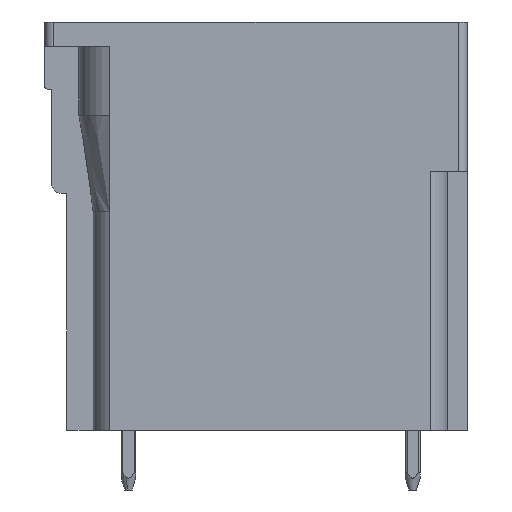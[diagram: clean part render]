
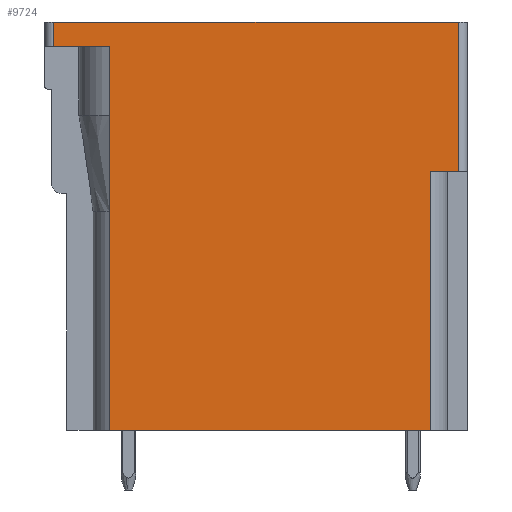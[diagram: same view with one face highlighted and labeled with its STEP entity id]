
A CAD part, left-side view. The second image highlights one B-rep face of the part: STEP entity #9724.
In plain terms, the highlighted planar face has unit normal (-1, 0, 0).
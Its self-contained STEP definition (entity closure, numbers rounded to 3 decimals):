
#9700=AXIS2_PLACEMENT_3D('Plane Axis2P3D',#9697,#9698,#9699) ;
#110=CARTESIAN_POINT('Vertex',(0.,22.2,25.1)) ;
#113=CARTESIAN_POINT('Line Origine',(0.,11.35,25.1)) ;
#117=CARTESIAN_POINT('Vertex',(0.,0.5,25.1)) ;
#1627=CARTESIAN_POINT('Vertex',(0.,2.,3.2)) ;
#1643=CARTESIAN_POINT('Vertex',(0.,2.,17.1)) ;
#1646=CARTESIAN_POINT('Line Origine',(0.,2.,10.15)) ;
#7520=CARTESIAN_POINT('Vertex',(0.,0.5,17.1)) ;
#7523=CARTESIAN_POINT('Line Origine',(0.,1.25,17.1)) ;
#9042=CARTESIAN_POINT('Line Origine',(0.,0.5,14.15)) ;
#9424=CARTESIAN_POINT('Line Origine',(0.,10.6,3.2)) ;
#9428=CARTESIAN_POINT('Vertex',(0.,19.2,3.2)) ;
#9678=CARTESIAN_POINT('Line Origine',(0.,22.2,14.15)) ;
#9682=CARTESIAN_POINT('Vertex',(0.,22.2,23.8)) ;
#9697=CARTESIAN_POINT('Axis2P3D Location',(0.,0.,0.)) ;
#9702=CARTESIAN_POINT('Line Origine',(0.,20.7,23.8)) ;
#9706=CARTESIAN_POINT('Vertex',(0.,19.2,23.8)) ;
#9709=CARTESIAN_POINT('Line Origine',(0.,19.2,13.5)) ;
#114=DIRECTION('Vector Direction',(0.,-1.,0.)) ;
#1647=DIRECTION('Vector Direction',(0.,0.,1.)) ;
#7524=DIRECTION('Vector Direction',(0.,-1.,0.)) ;
#9043=DIRECTION('Vector Direction',(0.,0.,1.)) ;
#9425=DIRECTION('Vector Direction',(0.,-1.,0.)) ;
#9679=DIRECTION('Vector Direction',(0.,0.,1.)) ;
#9698=DIRECTION('Axis2P3D Direction',(-1.,0.,0.)) ;
#9699=DIRECTION('Axis2P3D XDirection',(0.,0.,1.)) ;
#9703=DIRECTION('Vector Direction',(0.,-1.,0.)) ;
#9710=DIRECTION('Vector Direction',(0.,0.,1.)) ;
#115=VECTOR('Line Direction',#114,1.) ;
#1648=VECTOR('Line Direction',#1647,1.) ;
#7525=VECTOR('Line Direction',#7524,1.) ;
#9044=VECTOR('Line Direction',#9043,1.) ;
#9426=VECTOR('Line Direction',#9425,1.) ;
#9680=VECTOR('Line Direction',#9679,1.) ;
#9704=VECTOR('Line Direction',#9703,1.) ;
#9711=VECTOR('Line Direction',#9710,1.) ;
#9715=ORIENTED_EDGE('',*,*,#9430,.T.) ;
#9716=ORIENTED_EDGE('',*,*,#1650,.T.) ;
#9717=ORIENTED_EDGE('',*,*,#7527,.F.) ;
#9718=ORIENTED_EDGE('',*,*,#9046,.T.) ;
#9719=ORIENTED_EDGE('',*,*,#119,.T.) ;
#9720=ORIENTED_EDGE('',*,*,#9684,.T.) ;
#9721=ORIENTED_EDGE('',*,*,#9708,.F.) ;
#9722=ORIENTED_EDGE('',*,*,#9713,.F.) ;
#9724=ADVANCED_FACE('HOUSING',(#9723),#9701,.T.) ;
#119=EDGE_CURVE('',#118,#111,#116,.F.) ;
#1650=EDGE_CURVE('',#1628,#1644,#1649,.T.) ;
#7527=EDGE_CURVE('',#7521,#1644,#7526,.F.) ;
#9046=EDGE_CURVE('',#7521,#118,#9045,.T.) ;
#9430=EDGE_CURVE('',#9429,#1628,#9427,.T.) ;
#9684=EDGE_CURVE('',#111,#9683,#9681,.F.) ;
#9708=EDGE_CURVE('',#9707,#9683,#9705,.F.) ;
#9713=EDGE_CURVE('',#9429,#9707,#9712,.T.) ;
#9714=EDGE_LOOP('',(#9715,#9716,#9717,#9718,#9719,#9720,#9721,#9722)) ;
#9723=FACE_OUTER_BOUND('',#9714,.T.) ;
#116=LINE('Line',#113,#115) ;
#1649=LINE('Line',#1646,#1648) ;
#7526=LINE('Line',#7523,#7525) ;
#9045=LINE('Line',#9042,#9044) ;
#9427=LINE('Line',#9424,#9426) ;
#9681=LINE('Line',#9678,#9680) ;
#9705=LINE('Line',#9702,#9704) ;
#9712=LINE('Line',#9709,#9711) ;
#9701=PLANE('',#9700) ;
#111=VERTEX_POINT('',#110) ;
#118=VERTEX_POINT('',#117) ;
#1628=VERTEX_POINT('',#1627) ;
#1644=VERTEX_POINT('',#1643) ;
#7521=VERTEX_POINT('',#7520) ;
#9429=VERTEX_POINT('',#9428) ;
#9683=VERTEX_POINT('',#9682) ;
#9707=VERTEX_POINT('',#9706) ;
